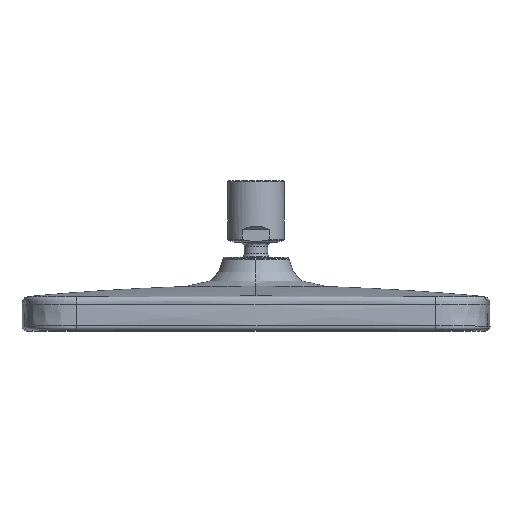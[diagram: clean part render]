
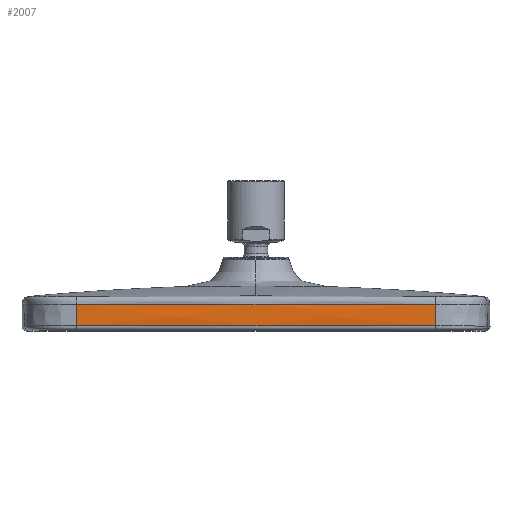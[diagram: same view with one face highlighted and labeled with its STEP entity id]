
A CAD part, top view. The second image highlights one B-rep face of the part: STEP entity #2007.
In plain terms, the highlighted free-form (B-spline) face has degree [3, 3] with [6, 8] control points.
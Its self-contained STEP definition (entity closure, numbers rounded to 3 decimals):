
#36 = CARTESIAN_POINT ( 'NONE',  ( -76.806, -23.494, 98.819 ) ) ;
#70 = CARTESIAN_POINT ( 'NONE',  ( -76.806, -23.8, 98.82 ) ) ;
#179 = CARTESIAN_POINT ( 'NONE',  ( -100., -25.8, 98. ) ) ;
#303 = CARTESIAN_POINT ( 'NONE',  ( 51.214, -23.8, 99.606 ) ) ;
#355 = CARTESIAN_POINT ( 'NONE',  ( -33.347, -25.8, 100.074 ) ) ;
#385 = CARTESIAN_POINT ( 'NONE',  ( 77.792, -25.8, 98.889 ) ) ;
#454 = CARTESIAN_POINT ( 'NONE',  ( -33.347, -22.882, 100.076 ) ) ;
#1002 = CARTESIAN_POINT ( 'NONE',  ( -77.79, -12.187, 98.621 ) ) ;
#1098 = CARTESIAN_POINT ( 'NONE',  ( 76.806, -20.937, 98.8 ) ) ;
#1130 = CARTESIAN_POINT ( 'NONE',  ( 76.806, -23.8, 98.82 ) ) ;
#1175 = CARTESIAN_POINT ( 'NONE',  ( 25.616, -14.712, 99.905 ) ) ;
#1210 = CARTESIAN_POINT ( 'NONE',  ( 100., -12.187, 97.732 ) ) ;
#1242 = CARTESIAN_POINT ( 'NONE',  ( 77.792, -24.827, 98.889 ) ) ;
#1272 = CARTESIAN_POINT ( 'NONE',  ( -33.347, -14.13, 99.889 ) ) ;
#1309 = CARTESIAN_POINT ( 'NONE',  ( 33.355, -25.8, 100.074 ) ) ;
#1336 = ORIENTED_EDGE ( 'NONE', *, *, #6072, .F. ) ;
#1734 = ORIENTED_EDGE ( 'NONE', *, *, #7918, .F. ) ;
#1819 = CARTESIAN_POINT ( 'NONE',  ( -77.79, -14.13, 98.704 ) ) ;
#1840 = CARTESIAN_POINT ( 'NONE',  ( 76.806, -15.976, 98.696 ) ) ;
#1948 = FACE_OUTER_BOUND ( 'NONE', #2791, .T. ) ;
#1978 = CARTESIAN_POINT ( 'NONE',  ( 76.806, -19.721, 98.782 ) ) ;
#2007 = ADVANCED_FACE ( 'NONE', ( #1948 ), #6304, .F. ) ;
#2028 = CARTESIAN_POINT ( 'NONE',  ( 33.355, -11.215, 99.76 ) ) ;
#2090 = EDGE_CURVE ( 'NONE', #9308, #7142, #2571, .T. ) ;
#2430 = CARTESIAN_POINT ( 'NONE',  ( -76.806, -15.49, 98.679 ) ) ;
#2571 = B_SPLINE_CURVE_WITH_KNOTS ( 'NONE', 3,
 ( #7715, #6008, #1175, #9354, #7746, #6112 ),
 .UNSPECIFIED., .F., .F.,
 ( 4, 1, 1, 4 ),
 ( 0., 0.283, 0.717, 1. ),
 .UNSPECIFIED. ) ;
#2645 = CARTESIAN_POINT ( 'NONE',  ( -77.79, -19.964, 98.859 ) ) ;
#2703 = CARTESIAN_POINT ( 'NONE',  ( 76.806, -22.457, 98.814 ) ) ;
#2791 = EDGE_LOOP ( 'NONE', ( #1734, #1336, #7312, #8343 ) ) ;
#2794 = CARTESIAN_POINT ( 'NONE',  ( -100., -17.047, 97.909 ) ) ;
#2853 = CARTESIAN_POINT ( 'NONE',  ( 77.792, -17.047, 98.797 ) ) ;
#2883 = CARTESIAN_POINT ( 'NONE',  ( -76.806, -14.712, 98.652 ) ) ;
#2887 = CARTESIAN_POINT ( 'NONE',  ( 100., -11.215, 97.686 ) ) ;
#2922 = CARTESIAN_POINT ( 'NONE',  ( 77.792, -14.13, 98.704 ) ) ;
#3188 = CARTESIAN_POINT ( 'NONE',  ( -76.806, -22.215, 98.815 ) ) ;
#3324 = CARTESIAN_POINT ( 'NONE',  ( -76.806, -19.964, 98.791 ) ) ;
#3516 = CARTESIAN_POINT ( 'NONE',  ( 76.806, -23.555, 98.819 ) ) ;
#3602 = CARTESIAN_POINT ( 'NONE',  ( 33.355, -12.187, 99.806 ) ) ;
#3638 = CARTESIAN_POINT ( 'NONE',  ( -77.79, -22.882, 98.891 ) ) ;
#3672 = CARTESIAN_POINT ( 'NONE',  ( -33.347, -19.964, 100.045 ) ) ;
#3702 = CARTESIAN_POINT ( 'NONE',  ( 33.355, -19.964, 100.044 ) ) ;
#3891 = VERTEX_POINT ( 'NONE', #9184 ) ;
#3990 = CARTESIAN_POINT ( 'NONE',  ( -76.806, -14.712, 98.652 ) ) ;
#4232 = CARTESIAN_POINT ( 'NONE',  ( -100., -19.964, 97.97 ) ) ;
#4399 = CARTESIAN_POINT ( 'NONE',  ( -77.79, -25.8, 98.889 ) ) ;
#4432 = CARTESIAN_POINT ( 'NONE',  ( 77.792, -19.964, 98.859 ) ) ;
#4540 = CARTESIAN_POINT ( 'NONE',  ( 100., -14.13, 97.815 ) ) ;
#4579 = CARTESIAN_POINT ( 'NONE',  ( 76.806, -14.712, 98.652 ) ) ;
#5037 = CARTESIAN_POINT ( 'NONE',  ( -100., -24.827, 98. ) ) ;
#5160 = CARTESIAN_POINT ( 'NONE',  ( 76.806, -22.76, 98.816 ) ) ;
#5188 = CARTESIAN_POINT ( 'NONE',  ( 76.806, -14.712, 98.652 ) ) ;
#5203 = CARTESIAN_POINT ( 'NONE',  ( 77.792, -12.187, 98.621 ) ) ;
#5236 = CARTESIAN_POINT ( 'NONE',  ( 33.355, -14.13, 99.889 ) ) ;
#5337 = CARTESIAN_POINT ( 'NONE',  ( 100., -25.8, 98. ) ) ;
#5841 = CARTESIAN_POINT ( 'NONE',  ( -77.79, -11.215, 98.574 ) ) ;
#5951 = B_SPLINE_CURVE_WITH_KNOTS ( 'NONE', 3,
 ( #3990, #2430, #9749, #3324, #3188, #36, #70 ),
 .UNSPECIFIED., .F., .F.,
 ( 4, 1, 1, 1, 4 ),
 ( 0., 0.257, 0.578, 0.899, 1. ),
 .UNSPECIFIED. ) ;
#6008 = CARTESIAN_POINT ( 'NONE',  ( 62.324, -14.712, 99.097 ) ) ;
#6041 = CARTESIAN_POINT ( 'NONE',  ( -77.79, -24.827, 98.889 ) ) ;
#6072 = EDGE_CURVE ( 'NONE', #9308, #9980, #8953, .T. ) ;
#6112 = CARTESIAN_POINT ( 'NONE',  ( -76.806, -14.712, 98.652 ) ) ;
#6148 = CARTESIAN_POINT ( 'NONE',  ( 100., -22.882, 98.002 ) ) ;
#6304 = B_SPLINE_SURFACE_WITH_KNOTS ( 'NONE', 3, 3, ( 
 ( #6759, #7580, #9223, #2794, #4232, #9888, #5037, #179 ),
 ( #5841, #1002, #1819, #7469, #2645, #3638, #6041, #4399 ),
 ( #10126, #8539, #1272, #6925, #3672, #454, #8437, #355 ),
 ( #2028, #3602, #5236, #9254, #3702, #9285, #10058, #1309 ),
 ( #6960, #5203, #2922, #2853, #4432, #10091, #1242, #385 ),
 ( #2887, #1210, #4540, #8471, #6888, #6148, #6854, #5337 ) ),
 .UNSPECIFIED., .F., .F., .F.,
 ( 4, 1, 1, 4 ),
 ( 4, 1, 1, 1, 1, 4 ),
 ( 0., 0.333, 0.667, 1. ),
 ( 0., 0.2, 0.4, 0.6, 0.8, 1. ),
 .UNSPECIFIED. ) ;
#6685 = EDGE_CURVE ( 'NONE', #7142, #3891, #5951, .T. ) ;
#6759 = CARTESIAN_POINT ( 'NONE',  ( -100., -11.215, 97.686 ) ) ;
#6840 = CARTESIAN_POINT ( 'NONE',  ( -51.211, -23.8, 99.606 ) ) ;
#6854 = CARTESIAN_POINT ( 'NONE',  ( 100., -24.827, 98. ) ) ;
#6888 = CARTESIAN_POINT ( 'NONE',  ( 100., -19.964, 97.97 ) ) ;
#6925 = CARTESIAN_POINT ( 'NONE',  ( -33.347, -17.047, 99.983 ) ) ;
#6960 = CARTESIAN_POINT ( 'NONE',  ( 77.792, -11.215, 98.574 ) ) ;
#7017 = CARTESIAN_POINT ( 'NONE',  ( -76.806, -23.8, 98.82 ) ) ;
#7142 = VERTEX_POINT ( 'NONE', #2883 ) ;
#7312 = ORIENTED_EDGE ( 'NONE', *, *, #2090, .T. ) ;
#7373 = B_SPLINE_CURVE_WITH_KNOTS ( 'NONE', 3,
 ( #8561, #303, #9241, #6840, #7017 ),
 .UNSPECIFIED., .F., .F.,
 ( 4, 1, 4 ),
 ( 0., 0.5, 1. ),
 .UNSPECIFIED. ) ;
#7469 = CARTESIAN_POINT ( 'NONE',  ( -77.79, -17.047, 98.797 ) ) ;
#7529 = CARTESIAN_POINT ( 'NONE',  ( 76.806, -21.545, 98.807 ) ) ;
#7580 = CARTESIAN_POINT ( 'NONE',  ( -100., -12.187, 97.732 ) ) ;
#7599 = CARTESIAN_POINT ( 'NONE',  ( 76.806, -23.8, 98.82 ) ) ;
#7715 = CARTESIAN_POINT ( 'NONE',  ( 76.806, -14.712, 98.652 ) ) ;
#7746 = CARTESIAN_POINT ( 'NONE',  ( -62.322, -14.712, 99.097 ) ) ;
#7918 = EDGE_CURVE ( 'NONE', #9980, #3891, #7373, .T. ) ;
#8343 = ORIENTED_EDGE ( 'NONE', *, *, #6685, .T. ) ;
#8349 = CARTESIAN_POINT ( 'NONE',  ( 76.806, -23.31, 98.818 ) ) ;
#8437 = CARTESIAN_POINT ( 'NONE',  ( -33.347, -24.827, 100.074 ) ) ;
#8471 = CARTESIAN_POINT ( 'NONE',  ( 100., -17.047, 97.909 ) ) ;
#8539 = CARTESIAN_POINT ( 'NONE',  ( -33.347, -12.187, 99.806 ) ) ;
#8561 = CARTESIAN_POINT ( 'NONE',  ( 76.806, -23.8, 98.82 ) ) ;
#8953 = B_SPLINE_CURVE_WITH_KNOTS ( 'NONE', 3,
 ( #5188, #1840, #9979, #9166, #1978, #1098, #7529, #2703, #5160, #8349, #3516, #1130 ),
 .UNSPECIFIED., .F., .F.,
 ( 4, 2, 2, 2, 2, 4 ),
 ( 0., 0.418, 0.618, 0.819, 0.919, 1. ),
 .UNSPECIFIED. ) ;
#9166 = CARTESIAN_POINT ( 'NONE',  ( 76.806, -19.113, 98.772 ) ) ;
#9184 = CARTESIAN_POINT ( 'NONE',  ( -76.806, -23.8, 98.82 ) ) ;
#9223 = CARTESIAN_POINT ( 'NONE',  ( -100., -14.13, 97.815 ) ) ;
#9241 = CARTESIAN_POINT ( 'NONE',  ( 0.001, -23.8, 100.392 ) ) ;
#9254 = CARTESIAN_POINT ( 'NONE',  ( 33.355, -17.047, 99.983 ) ) ;
#9285 = CARTESIAN_POINT ( 'NONE',  ( 33.355, -22.882, 100.076 ) ) ;
#9308 = VERTEX_POINT ( 'NONE', #4579 ) ;
#9354 = CARTESIAN_POINT ( 'NONE',  ( -25.609, -14.712, 99.905 ) ) ;
#9749 = CARTESIAN_POINT ( 'NONE',  ( -76.806, -17.241, 98.733 ) ) ;
#9888 = CARTESIAN_POINT ( 'NONE',  ( -100., -22.882, 98.002 ) ) ;
#9979 = CARTESIAN_POINT ( 'NONE',  ( 76.806, -17.241, 98.732 ) ) ;
#9980 = VERTEX_POINT ( 'NONE', #7599 ) ;
#10058 = CARTESIAN_POINT ( 'NONE',  ( 33.355, -24.827, 100.074 ) ) ;
#10091 = CARTESIAN_POINT ( 'NONE',  ( 77.792, -22.882, 98.891 ) ) ;
#10126 = CARTESIAN_POINT ( 'NONE',  ( -33.347, -11.215, 99.76 ) ) ;
